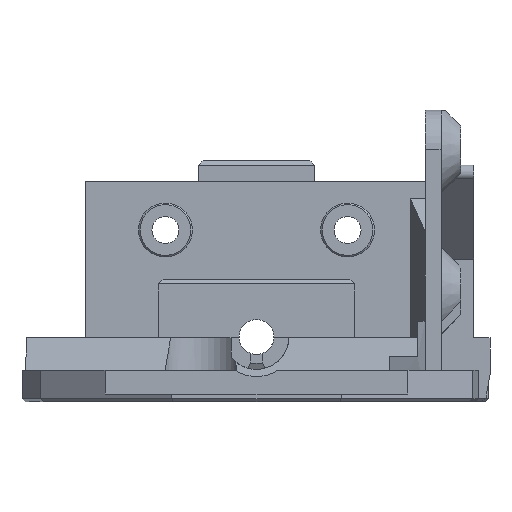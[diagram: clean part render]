
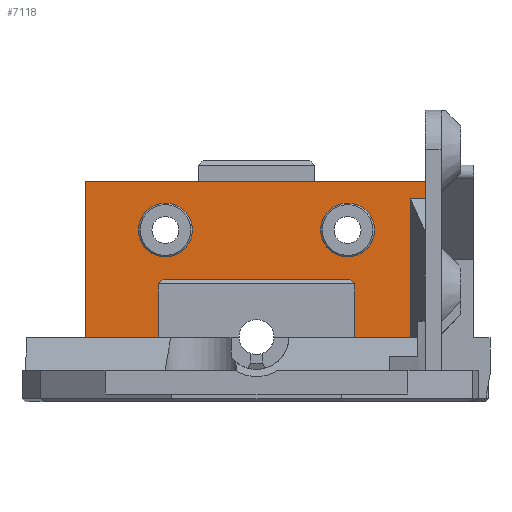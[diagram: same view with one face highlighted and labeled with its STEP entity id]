
A CAD part, front view. The second image highlights one B-rep face of the part: STEP entity #7118.
In plain terms, the highlighted planar face has unit normal (0, -1, 0).
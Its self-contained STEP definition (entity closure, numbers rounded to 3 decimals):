
#57 = EDGE_CURVE ( 'NONE', #6627, #4941, #6099, .T. ) ;
#72 = CIRCLE ( 'NONE', #3892, 3.4 ) ;
#82 = LINE ( 'NONE', #839, #3730 ) ;
#116 = ORIENTED_EDGE ( 'NONE', *, *, #6246, .F. ) ;
#153 = DIRECTION ( 'NONE',  ( 0., 1., 0. ) ) ;
#245 = DIRECTION ( 'NONE',  ( 0., 0., 1. ) ) ;
#381 = CARTESIAN_POINT ( 'NONE',  ( 116.199, -139.486, 138.2 ) ) ;
#514 = LINE ( 'NONE', #3435, #6846 ) ;
#550 = FACE_BOUND ( 'NONE', #7684, .T. ) ;
#597 = EDGE_CURVE ( 'NONE', #4169, #7359, #3836, .T. ) ;
#652 = EDGE_CURVE ( 'NONE', #6627, #1120, #2632, .T. ) ;
#660 = EDGE_CURVE ( 'NONE', #6247, #4508, #4825, .T. ) ;
#689 = FACE_BOUND ( 'NONE', #978, .T. ) ;
#839 = CARTESIAN_POINT ( 'NONE',  ( 115.599, -139.486, 138.2 ) ) ;
#901 = VECTOR ( 'NONE', #2364, 1000. ) ;
#933 = EDGE_CURVE ( 'NONE', #4941, #1326, #1519, .T. ) ;
#978 = EDGE_LOOP ( 'NONE', ( #6500 ) ) ;
#1018 = CARTESIAN_POINT ( 'NONE',  ( 148.299, -139.486, 150.5 ) ) ;
#1120 = VERTEX_POINT ( 'NONE', #4250 ) ;
#1132 = CARTESIAN_POINT ( 'NONE',  ( 0., -139.486, 150.5 ) ) ;
#1326 = VERTEX_POINT ( 'NONE', #1018 ) ;
#1446 = PLANE ( 'NONE',  #8809 ) ;
#1457 = DIRECTION ( 'NONE',  ( -1., 0., 0. ) ) ;
#1508 = LINE ( 'NONE', #3052, #6970 ) ;
#1519 = LINE ( 'NONE', #3110, #5771 ) ;
#1552 = CARTESIAN_POINT ( 'NONE',  ( 115.599, -139.486, 137.6 ) ) ;
#1561 = VECTOR ( 'NONE', #2664, 1000. ) ;
#1639 = DIRECTION ( 'NONE',  ( -1., 0., 0. ) ) ;
#1641 = CARTESIAN_POINT ( 'NONE',  ( 148.299, -139.486, 148.4 ) ) ;
#1669 = DIRECTION ( 'NONE',  ( 0., 0., 1. ) ) ;
#1716 = ORIENTED_EDGE ( 'NONE', *, *, #8074, .T. ) ;
#1792 = CARTESIAN_POINT ( 'NONE',  ( 137.799, -139.486, 130.8 ) ) ;
#1925 = CARTESIAN_POINT ( 'NONE',  ( 137.799, -139.486, 137.6 ) ) ;
#1951 = VECTOR ( 'NONE', #8961, 1000. ) ;
#2224 = EDGE_CURVE ( 'NONE', #7162, #6247, #82, .T. ) ;
#2249 = ORIENTED_EDGE ( 'NONE', *, *, #2643, .F. ) ;
#2332 = ORIENTED_EDGE ( 'NONE', *, *, #597, .T. ) ;
#2363 = LINE ( 'NONE', #5283, #6300 ) ;
#2364 = DIRECTION ( 'NONE',  ( 1., 0., 0. ) ) ;
#2578 = LINE ( 'NONE', #1132, #6386 ) ;
#2632 = LINE ( 'NONE', #5546, #6850 ) ;
#2643 = EDGE_CURVE ( 'NONE', #1120, #8423, #2363, .T. ) ;
#2664 = DIRECTION ( 'NONE',  ( -1., 0., 0. ) ) ;
#2723 = VECTOR ( 'NONE', #6854, 1000. ) ;
#2993 = VERTEX_POINT ( 'NONE', #3786 ) ;
#3052 = CARTESIAN_POINT ( 'NONE',  ( 126.699, -139.486, 130.8 ) ) ;
#3110 = CARTESIAN_POINT ( 'NONE',  ( 148.299, -139.486, 130.8 ) ) ;
#3112 = EDGE_CURVE ( 'NONE', #4169, #4508, #5580, .T. ) ;
#3143 = CIRCLE ( 'NONE', #9252, 3.4 ) ;
#3256 = DIRECTION ( 'NONE',  ( 0., 0., -1. ) ) ;
#3389 = LINE ( 'NONE', #4155, #3958 ) ;
#3435 = CARTESIAN_POINT ( 'NONE',  ( 105.099, -139.486, 145.5 ) ) ;
#3439 = ORIENTED_EDGE ( 'NONE', *, *, #933, .T. ) ;
#3730 = VECTOR ( 'NONE', #4576, 1000. ) ;
#3786 = CARTESIAN_POINT ( 'NONE',  ( 105.099, -139.486, 150.5 ) ) ;
#3836 = LINE ( 'NONE', #6035, #1951 ) ;
#3877 = CARTESIAN_POINT ( 'NONE',  ( 138.199, -139.486, 144.4 ) ) ;
#3892 = AXIS2_PLACEMENT_3D ( 'NONE', #3877, #5882, #245 ) ;
#3958 = VECTOR ( 'NONE', #7892, 1000. ) ;
#4155 = CARTESIAN_POINT ( 'NONE',  ( 137.799, -139.486, 138.2 ) ) ;
#4169 = VERTEX_POINT ( 'NONE', #8718 ) ;
#4250 = CARTESIAN_POINT ( 'NONE',  ( 146.109, -139.486, 130.8 ) ) ;
#4447 = EDGE_CURVE ( 'NONE', #5345, #5345, #72, .T. ) ;
#4508 = VERTEX_POINT ( 'NONE', #381 ) ;
#4576 = DIRECTION ( 'NONE',  ( 0., 0., 1. ) ) ;
#4659 = CARTESIAN_POINT ( 'NONE',  ( 115.199, -139.486, 147.8 ) ) ;
#4668 = CARTESIAN_POINT ( 'NONE',  ( 148.299, -139.486, 148.4 ) ) ;
#4721 = CARTESIAN_POINT ( 'NONE',  ( 105.099, -139.486, 130.8 ) ) ;
#4825 = LINE ( 'NONE', #5593, #2723 ) ;
#4941 = VERTEX_POINT ( 'NONE', #4668 ) ;
#5283 = CARTESIAN_POINT ( 'NONE',  ( 126.699, -139.486, 130.8 ) ) ;
#5345 = VERTEX_POINT ( 'NONE', #8273 ) ;
#5387 = VERTEX_POINT ( 'NONE', #4659 ) ;
#5546 = CARTESIAN_POINT ( 'NONE',  ( 146.109, -139.486, 147.147 ) ) ;
#5580 = LINE ( 'NONE', #6401, #1561 ) ;
#5593 = CARTESIAN_POINT ( 'NONE',  ( -11., -139.486, 11. ) ) ;
#5771 = VECTOR ( 'NONE', #8092, 1000. ) ;
#5882 = DIRECTION ( 'NONE',  ( 0., -1., 0. ) ) ;
#5892 = EDGE_CURVE ( 'NONE', #5387, #5387, #3143, .T. ) ;
#5901 = CARTESIAN_POINT ( 'NONE',  ( 115.599, -139.486, 130.8 ) ) ;
#6035 = CARTESIAN_POINT ( 'NONE',  ( 137.7, -139.486, 137.7 ) ) ;
#6099 = LINE ( 'NONE', #1641, #901 ) ;
#6218 = DIRECTION ( 'NONE',  ( -1., 0., 0. ) ) ;
#6246 = EDGE_CURVE ( 'NONE', #7162, #8096, #1508, .T. ) ;
#6247 = VERTEX_POINT ( 'NONE', #1552 ) ;
#6300 = VECTOR ( 'NONE', #1639, 1000. ) ;
#6386 = VECTOR ( 'NONE', #6218, 1000. ) ;
#6401 = CARTESIAN_POINT ( 'NONE',  ( 126.699, -139.486, 138.2 ) ) ;
#6479 = ORIENTED_EDGE ( 'NONE', *, *, #57, .T. ) ;
#6500 = ORIENTED_EDGE ( 'NONE', *, *, #5892, .T. ) ;
#6532 = CARTESIAN_POINT ( 'NONE',  ( 146.109, -139.486, 148.4 ) ) ;
#6534 = CARTESIAN_POINT ( 'NONE',  ( 0., -139.486, 0. ) ) ;
#6627 = VERTEX_POINT ( 'NONE', #6532 ) ;
#6846 = VECTOR ( 'NONE', #9272, 1000. ) ;
#6850 = VECTOR ( 'NONE', #3256, 1000. ) ;
#6854 = DIRECTION ( 'NONE',  ( 0.707, 0., 0.707 ) ) ;
#6970 = VECTOR ( 'NONE', #1457, 1000. ) ;
#7118 = ADVANCED_FACE ( 'NONE', ( #550, #689, #7877 ), #1446, .F. ) ;
#7162 = VERTEX_POINT ( 'NONE', #5901 ) ;
#7359 = VERTEX_POINT ( 'NONE', #1925 ) ;
#7540 = ORIENTED_EDGE ( 'NONE', *, *, #2224, .T. ) ;
#7684 = EDGE_LOOP ( 'NONE', ( #7988 ) ) ;
#7877 = FACE_OUTER_BOUND ( 'NONE', #8410, .T. ) ;
#7892 = DIRECTION ( 'NONE',  ( 0., 0., -1. ) ) ;
#7988 = ORIENTED_EDGE ( 'NONE', *, *, #4447, .F. ) ;
#8074 = EDGE_CURVE ( 'NONE', #1326, #2993, #2578, .T. ) ;
#8092 = DIRECTION ( 'NONE',  ( 0., 0., 1. ) ) ;
#8096 = VERTEX_POINT ( 'NONE', #4721 ) ;
#8214 = EDGE_CURVE ( 'NONE', #2993, #8096, #514, .T. ) ;
#8234 = CARTESIAN_POINT ( 'NONE',  ( 115.199, -139.486, 144.4 ) ) ;
#8273 = CARTESIAN_POINT ( 'NONE',  ( 138.199, -139.486, 147.8 ) ) ;
#8410 = EDGE_LOOP ( 'NONE', ( #3439, #1716, #8883, #116, #7540, #8464, #8956, #2332, #8931, #2249, #9445, #6479 ) ) ;
#8423 = VERTEX_POINT ( 'NONE', #1792 ) ;
#8464 = ORIENTED_EDGE ( 'NONE', *, *, #660, .T. ) ;
#8718 = CARTESIAN_POINT ( 'NONE',  ( 137.199, -139.486, 138.2 ) ) ;
#8809 = AXIS2_PLACEMENT_3D ( 'NONE', #6534, #9452, #9352 ) ;
#8883 = ORIENTED_EDGE ( 'NONE', *, *, #8214, .T. ) ;
#8931 = ORIENTED_EDGE ( 'NONE', *, *, #9247, .T. ) ;
#8956 = ORIENTED_EDGE ( 'NONE', *, *, #3112, .F. ) ;
#8961 = DIRECTION ( 'NONE',  ( 0.707, 0., -0.707 ) ) ;
#9247 = EDGE_CURVE ( 'NONE', #7359, #8423, #3389, .T. ) ;
#9252 = AXIS2_PLACEMENT_3D ( 'NONE', #8234, #153, #1669 ) ;
#9272 = DIRECTION ( 'NONE',  ( 0., 0., -1. ) ) ;
#9352 = DIRECTION ( 'NONE',  ( 0., 0., 1. ) ) ;
#9445 = ORIENTED_EDGE ( 'NONE', *, *, #652, .F. ) ;
#9452 = DIRECTION ( 'NONE',  ( 0., 1., 0. ) ) ;
